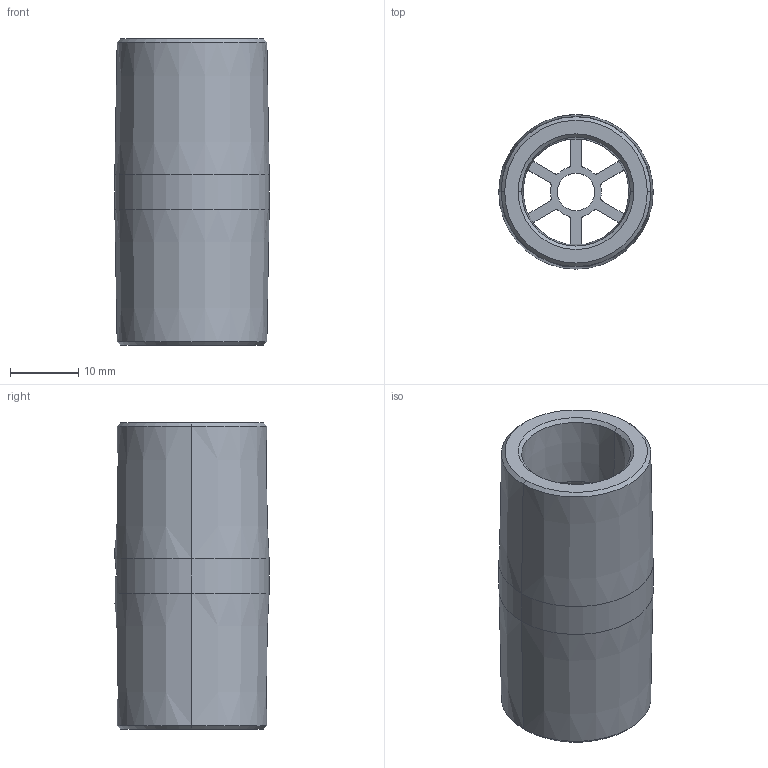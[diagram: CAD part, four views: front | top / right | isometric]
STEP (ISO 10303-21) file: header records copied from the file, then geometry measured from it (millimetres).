
FILE_DESCRIPTION (( 'STEP AP203' ), '1' );
FILE_NAME ('one-way valve body V3_Unthreaded.STEP', '2020-03-28T22:34:03', ( '' ), ( '' ), 'SwSTEP 2.0', 'SolidWorks 2019', '' );
FILE_SCHEMA (( 'CONFIG_CONTROL_DESIGN' ));
Length unit declared in the file: millimetre
Products named in the file (1): one-way valve body V3_Unthreaded
Bounding box: 22.7 x 22.67 x 45 mm (x, y, z)
Volume: 8325.3 mm3; surface area: 6612.3 mm2
Topology: 1 solids, 1 shells, 111 faces, 289 edges, 180 vertices
Faces by surface type: cylinder 49, plane 24, cone 20, torus 18
Entity records: 3695 total; most frequent: CARTESIAN_POINT 855, DIRECTION 600, ORIENTED_EDGE 578, EDGE_CURVE 289, AXIS2_PLACEMENT_3D 245, VERTEX_POINT 180, CIRCLE 133, EDGE_LOOP 125
